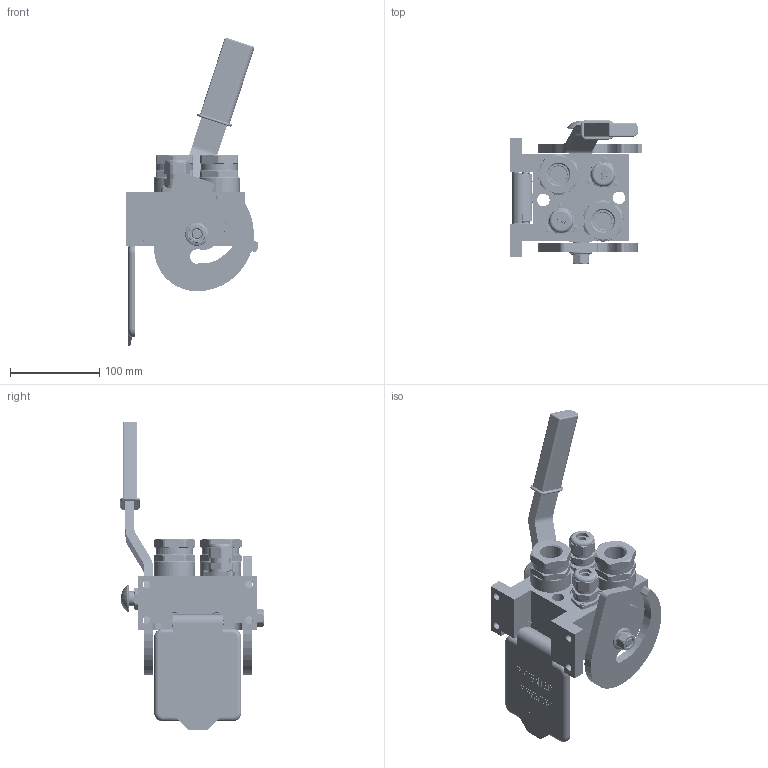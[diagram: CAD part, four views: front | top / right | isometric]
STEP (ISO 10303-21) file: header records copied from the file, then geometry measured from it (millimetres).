
FILE_DESCRIPTION (( 'STEP AP214' ), '1' );
FILE_NAME ('FASTER.step', '2026-02-04T08:26:55', ( '' ), ( '' ), 'SwSTEP 2.0', 'SolidWorks 2017', '' );
FILE_SCHEMA (( 'AUTOMOTIVE_DESIGN' ));
Length unit declared in the file: millimetre
Products named in the file (41): 4241_072_0000_200; 4830_025_0000_001; Copia di 4830_042_0000_000.prt^corspel08-7_f; 0048_042_0412_000; or1_5x7_m; 2ffnb34_gas_f; 4830_022_0000_011; or2_62x17_86; corspel08-7_f; 4850_024_6002_020; Copia di inspel08-7_f.prt^Copia di inspel08-7_f.asm_corspel08-7_f; Copia di 4850_032_0000_000.prt^Copia di inspel08-7_f.asm_corspel08-7_f; 4830_025_1000_000; 4830_024_0001_012; 4850_024_6003_010; A_2ffnb34_gas_f; 4830_001_0005_300; 4830_020_0000_033; 4850_024_6003_000_ASM; 4850_024_6001_021; 4850_007_0000_000; Copia di 4850_007_0001_000.prt^corspel08-7_f; conn_7p_f; Copia di inspel08-7_f.asm^corspel08-7_f; P510_F_ALB_BASE; sicura_p5; 1540_080_0012_000; 4830_070_0000_001; 4820_001_0004_000; 4830_044_0000_000; curs_molla_34; 4850_024_6003_000; 4250_014_1000_000; 4150_072_1000_200; 4830_001_0005_301; FASTER; 4830_025_2000_000; 4810_001_0001_014; et011; Copia di 4850_007_0003_000.prt^corspel08-7_f
Assembly tree (51 placements, depth 5):
  FASTER
    P510_F_ALB_BASE
      4830_020_0000_033
      4830_025_1000_000
      4820_001_0004_000
      4810_001_0001_014
      4830_022_0000_011
      4830_070_0000_001
      4830_001_0005_300
      4830_001_0005_301
      or2_62x17_86  x2
    A_2ffnb34_gas_f  x2
      curs_molla_34
        4150_072_1000_200
        4250_014_1000_000
      2ffnb34_gas_f
        2ffnb34_gas_f
    conn_7p_f  x2
      corspel08-7_f
        Copia di 4850_007_0001_000.prt^corspel08-7_f
        Copia di inspel08-7_f.asm^corspel08-7_f
          Copia di inspel08-7_f.prt^Copia di inspel08-7_f.asm_corspel08-7_f
          Copia di 4850_032_0000_000.prt^Copia di inspel08-7_f.asm_corspel08-7_f  x7
        Copia di 4850_007_0003_000.prt^corspel08-7_f
        Copia di 4830_042_0000_000.prt^corspel08-7_f
      4830_044_0000_000
      4850_007_0000_000
      4241_072_0000_200
    4850_024_6003_000
      4850_024_6003_000_ASM
        4850_024_6003_010
        4850_024_6001_021
      sicura_p5
        4830_025_0000_001
        or1_5x7_m
        0048_042_0412_000
      1540_080_0012_000
      4830_025_2000_000
      4830_024_0001_012
      4850_024_6002_020
    et011
Bounding box: 148.95 x 161.17 x 346.17 mm (x, y, z)
Volume: 225273.6 mm3; surface area: 359384.7 mm2
Topology: 42 solids, 86 shells, 5337 faces, 13691 edges, 8740 vertices
Faces by surface type: plane 2906, cylinder 1156, torus 551, cone 450, bspline 229, sphere 45
Entity records: 152609 total; most frequent: CARTESIAN_POINT 52536, ORIENTED_EDGE 19959, DIRECTION 18684, EDGE_CURVE 10083, VECTOR 7166, LINE 7166, VERTEX_POINT 6484, AXIS2_PLACEMENT_3D 5759
